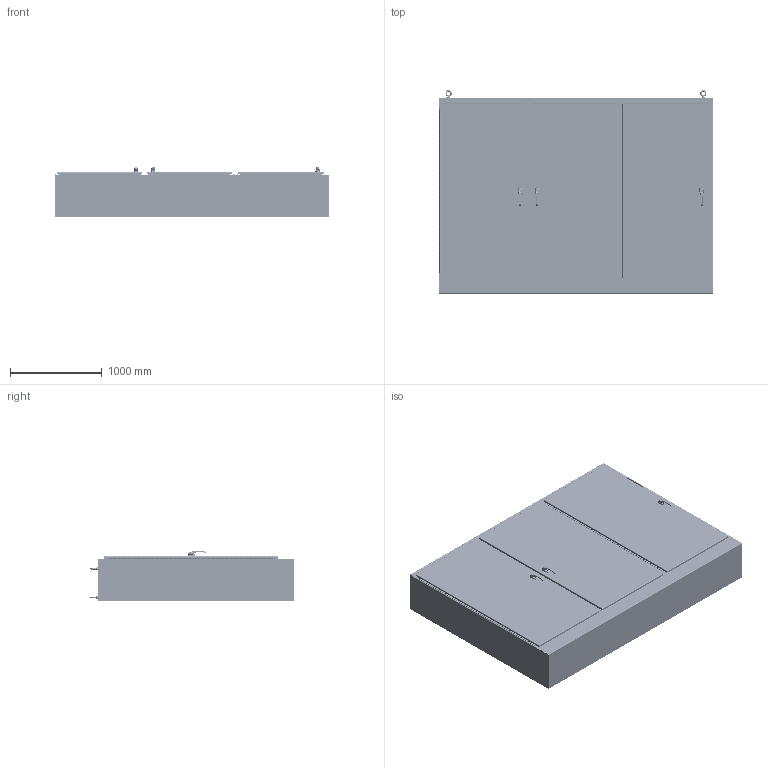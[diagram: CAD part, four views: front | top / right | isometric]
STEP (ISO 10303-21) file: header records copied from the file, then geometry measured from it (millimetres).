
FILE_DESCRIPTION(/* description */ (''),/* implementation_level */ '2;1');
FILE_NAME(/* name */ 'WA84XM3EW18U.stp',/* time_stamp */ '2017-07-28T07:20:57-05:00',/* author */ ('mraetz'),/* organization */ (''),/* preprocessor_version */ 'ST-DEVELOPER v16.1',/* originating_system */ 'Autodesk Inventor 2016',/* authorisation */ '');
FILE_SCHEMA (('AUTOMOTIVE_DESIGN { 1 0 10303 214 3 1 1 }'));
Products named in the file (132): WAXM3EW18U_TOP; HFW3025; 316298; 349132; 3067; FUN00129_WAM3EWU; 34917SP; Compress Spring11; Compress Spring1; 34917; 37216; 30364; 30332S; 38850; 30332; 34920; HFW332013; HFW332008S; HFW332008; HFW332012; HFW332017; HFW388167; HFW332019; HFW332020S; HFW332020; 34929; 3905; HFW3762; HFW332002; 30233; 34932; HFW332001-1; HFW332001-2; HFW332001; HFW12085_56.00(_DQ); WAXM3EW18U; HFW332018S; HFW332016; HFW332018; WAXM3EW18U_TOP_1 ...
Assembly tree (291 placements, depth 6):
  WA84XM3EW18U
    WAXM3EW18U_TOP_1
      WAXM3EW18U_TOP
      HFW3025  x4
      316298  x4
      349132  x4
      3067  x2
      FUN00129_WAM3EWU
      34917  x8
        34917SP
        Compress Spring1
          Compress Spring11
      37216  x9
      30364
      30332  x2
        30332S
        38850
      34920  x4
      WAXM3EW18U
        HFW332008
          HFW332013
          HFW332008S
        HFW332012
        HFW332019
          HFW332017
          HFW388167
        HFW332020
          HFW332020S
          HFW388167  x2
        34929  x3
        3905  x5
        HFW3762
        HFW332002
        30233
        34932  x2
        HFW332001
          HFW332001-1
          HFW332001-2
        HFW12085_56.00(_DQ)
      HFW332017
      HFW332018
        HFW332018S
        HFW332016
      30233  x2
    WA84XM_MULIT_SOLID_MULLION
    WA84XM_MULLION
      WA84XMUREM
      WA84XMREAR_MULLION
      30365  x2
      31431  x4
      HFW332009
      HFW332015  x2
      HFW332014
      HFW332003  x2
      34920  x4
      3881
      HFW332011  x2
      30229  x8
      31665  x2
    WAXM3EW18U_BOTTOM_1
Bounding box: 2984.5 x 2216.04 x 548.73 mm (x, y, z)
Volume: 83320461.8 mm3; surface area: 52538836.7 mm2
Topology: 335 solids, 335 shells, 12795 faces, 31580 edges, 19474 vertices
Faces by surface type: plane 5910, cylinder 4124, bspline 899, torus 858, cone 698, sphere 306
Full cylindrical faces by diameter (mm): 1.587 x2, 2 x1, 2.2 x1, 2.5 x3, 3 x6, 3.048 x3, 3.1 x6, 3.15 x3, 3.175 x2, 3.5 x3, 3.607 x3, 3.9 x3, 3.962 x6, 4 x1, 4.2 x6, 4.5 x6, 4.762 x1, 4.825 x50, 4.978 x13, 5 x10, 5.08 x12, 5.105 x1, 5.156 x8, 5.2 x1, 5.4 x9, 5.69 x12, 6 x9, 6.128 x6, 6.172 x6, 6.337 x18
Entity records: 192867 total; most frequent: CARTESIAN_POINT 83743, DIRECTION 22610, ORIENTED_EDGE 21396, EDGE_CURVE 10663, AXIS2_PLACEMENT_3D 8437, VERTEX_POINT 6782, LINE 5736, VECTOR 5736
